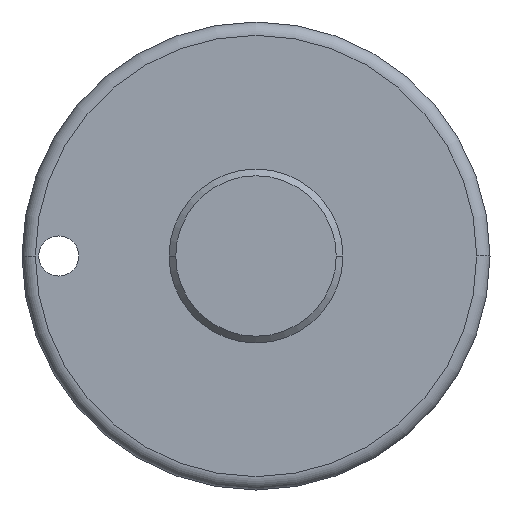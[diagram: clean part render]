
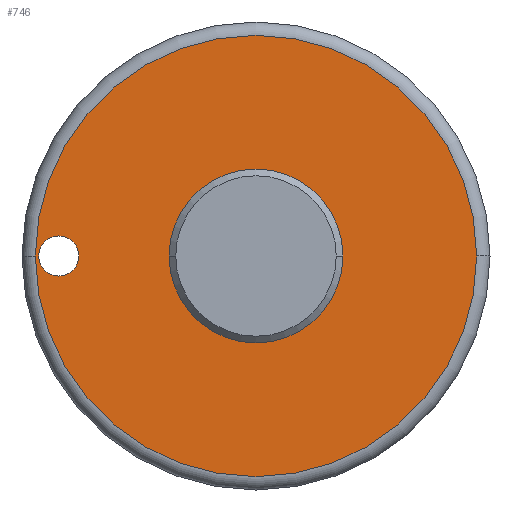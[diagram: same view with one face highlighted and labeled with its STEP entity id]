
A CAD part, left-side view. The second image highlights one B-rep face of the part: STEP entity #746.
In plain terms, the highlighted planar face has unit normal (-1, 0, 0).
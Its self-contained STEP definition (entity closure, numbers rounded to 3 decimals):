
#25 = CARTESIAN_POINT ( 'NONE',  ( -101.681, 0.721, 0. ) ) ;
#31 = EDGE_CURVE ( 'NONE', #196, #120, #293, .T. ) ;
#38 = AXIS2_PLACEMENT_3D ( 'NONE', #920, #470, #51 ) ;
#51 = DIRECTION ( 'NONE',  ( 0., 1., 0. ) ) ;
#52 = CARTESIAN_POINT ( 'NONE',  ( -101.681, 17.221, 0. ) ) ;
#57 = AXIS2_PLACEMENT_3D ( 'NONE', #700, #1052, #535 ) ;
#72 = PLANE ( 'NONE',  #38 ) ;
#86 = FACE_BOUND ( 'NONE', #990, .T. ) ;
#93 = DIRECTION ( 'NONE',  ( -1., 0., 0. ) ) ;
#118 = CIRCLE ( 'NONE', #57, 16.5 ) ;
#120 = VERTEX_POINT ( 'NONE', #957 ) ;
#134 = EDGE_CURVE ( 'NONE', #191, #871, #628, .T. ) ;
#191 = VERTEX_POINT ( 'NONE', #995 ) ;
#196 = VERTEX_POINT ( 'NONE', #218 ) ;
#218 = CARTESIAN_POINT ( 'NONE',  ( -101.681, -5.779, 0. ) ) ;
#219 = VERTEX_POINT ( 'NONE', #302 ) ;
#229 = ORIENTED_EDGE ( 'NONE', *, *, #31, .F. ) ;
#278 = CIRCLE ( 'NONE', #424, 6.5 ) ;
#293 = CIRCLE ( 'NONE', #294, 6.5 ) ;
#294 = AXIS2_PLACEMENT_3D ( 'NONE', #432, #347, #710 ) ;
#302 = CARTESIAN_POINT ( 'NONE',  ( -101.681, -15.779, 0. ) ) ;
#308 = DIRECTION ( 'NONE',  ( 0., 1., 0. ) ) ;
#326 = CARTESIAN_POINT ( 'NONE',  ( -101.681, 15.471, 0. ) ) ;
#340 = AXIS2_PLACEMENT_3D ( 'NONE', #788, #982, #308 ) ;
#347 = DIRECTION ( 'NONE',  ( -1., 0., 0. ) ) ;
#356 = DIRECTION ( 'NONE',  ( 0., -1., 0. ) ) ;
#373 = EDGE_CURVE ( 'NONE', #219, #965, #118, .T. ) ;
#424 = AXIS2_PLACEMENT_3D ( 'NONE', #25, #93, #356 ) ;
#429 = CARTESIAN_POINT ( 'NONE',  ( -101.681, 15.471, 0. ) ) ;
#432 = CARTESIAN_POINT ( 'NONE',  ( -101.681, 0.721, 0. ) ) ;
#459 = AXIS2_PLACEMENT_3D ( 'NONE', #429, #518, #618 ) ;
#470 = DIRECTION ( 'NONE',  ( 1., 0., 0. ) ) ;
#510 = EDGE_LOOP ( 'NONE', ( #229, #875 ) ) ;
#518 = DIRECTION ( 'NONE',  ( 1., 0., 0. ) ) ;
#527 = ORIENTED_EDGE ( 'NONE', *, *, #764, .T. ) ;
#535 = DIRECTION ( 'NONE',  ( 0., 1., 0. ) ) ;
#560 = DIRECTION ( 'NONE',  ( 1., 0., 0. ) ) ;
#584 = ORIENTED_EDGE ( 'NONE', *, *, #373, .T. ) ;
#587 = EDGE_LOOP ( 'NONE', ( #996, #584 ) ) ;
#618 = DIRECTION ( 'NONE',  ( 0., 1., 0. ) ) ;
#628 = CIRCLE ( 'NONE', #459, 1.5 ) ;
#700 = CARTESIAN_POINT ( 'NONE',  ( -101.681, 0.721, 0. ) ) ;
#710 = DIRECTION ( 'NONE',  ( 0., -1., 0. ) ) ;
#716 = CIRCLE ( 'NONE', #1069, 1.5 ) ;
#733 = CIRCLE ( 'NONE', #340, 16.5 ) ;
#746 = ADVANCED_FACE ( 'NONE', ( #86, #793, #795 ), #72, .F. ) ;
#764 = EDGE_CURVE ( 'NONE', #871, #191, #716, .T. ) ;
#788 = CARTESIAN_POINT ( 'NONE',  ( -101.681, 0.721, 0. ) ) ;
#793 = FACE_OUTER_BOUND ( 'NONE', #587, .T. ) ;
#795 = FACE_BOUND ( 'NONE', #510, .T. ) ;
#808 = DIRECTION ( 'NONE',  ( 0., 1., 0. ) ) ;
#871 = VERTEX_POINT ( 'NONE', #997 ) ;
#875 = ORIENTED_EDGE ( 'NONE', *, *, #1072, .F. ) ;
#917 = ORIENTED_EDGE ( 'NONE', *, *, #134, .T. ) ;
#920 = CARTESIAN_POINT ( 'NONE',  ( -101.681, 18.221, 0. ) ) ;
#957 = CARTESIAN_POINT ( 'NONE',  ( -101.681, 7.221, 0. ) ) ;
#965 = VERTEX_POINT ( 'NONE', #52 ) ;
#982 = DIRECTION ( 'NONE',  ( -1., 0., 0. ) ) ;
#990 = EDGE_LOOP ( 'NONE', ( #917, #527 ) ) ;
#995 = CARTESIAN_POINT ( 'NONE',  ( -101.681, 16.971, 0. ) ) ;
#996 = ORIENTED_EDGE ( 'NONE', *, *, #1007, .T. ) ;
#997 = CARTESIAN_POINT ( 'NONE',  ( -101.681, 13.971, 0. ) ) ;
#1007 = EDGE_CURVE ( 'NONE', #965, #219, #733, .T. ) ;
#1052 = DIRECTION ( 'NONE',  ( -1., 0., 0. ) ) ;
#1069 = AXIS2_PLACEMENT_3D ( 'NONE', #326, #560, #808 ) ;
#1072 = EDGE_CURVE ( 'NONE', #120, #196, #278, .T. ) ;
